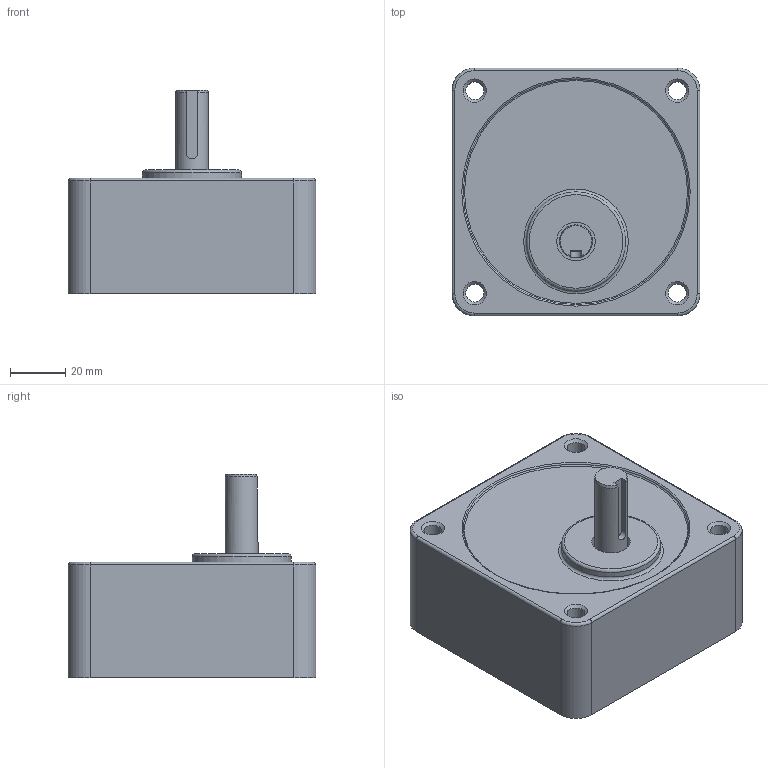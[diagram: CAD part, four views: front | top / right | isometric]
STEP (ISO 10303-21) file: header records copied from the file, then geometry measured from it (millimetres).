
FILE_DESCRIPTION((''),'2;1');
FILE_NAME('S9KB3~18.stp','2013-05-20T19:15:05',('leebh'),(''),'Autodesk Inventor 2011','Autodesk Inventor 2011','');
FILE_SCHEMA(('AUTOMOTIVE_DESIGN { 1 0 10303 214 1 1 1 1 }'));
Length unit declared in the file: millimetre
Products named in the file (1): S9I90G-T1
Bounding box: 90 x 90 x 74 mm (x, y, z)
Volume: 292015.2 mm3; surface area: 38143.9 mm2
Topology: 1 solids, 1 shells, 46 faces, 100 edges, 62 vertices
Faces by surface type: cylinder 18, plane 15, torus 8, cone 5
Full cylindrical faces by diameter (mm): 6.5 x4, 9 x1, 12 x1, 14 x1, 36 x1, 83 x1
Entity records: 1221 total; most frequent: DIRECTION 221, CARTESIAN_POINT 212, ORIENTED_EDGE 164, AXIS2_PLACEMENT_3D 96, EDGE_CURVE 82, EDGE_LOOP 77, VERTEX_POINT 61, CIRCLE 49
